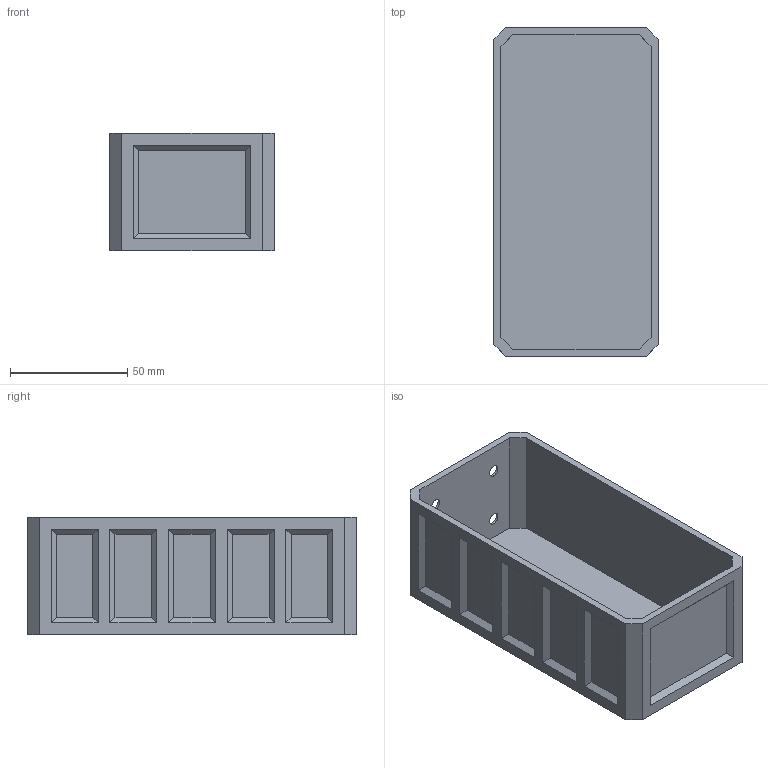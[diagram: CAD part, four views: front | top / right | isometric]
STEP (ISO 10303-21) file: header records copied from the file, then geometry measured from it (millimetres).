
FILE_DESCRIPTION(('STEP AP242'), '1');
FILE_NAME('Äåòàëü Êîðîáêà 3ìì êîíàâêè ñêðóãëåííûå v3', '', ('UNSPECIFIED'), ('UNSPECIFIED'), 'C3D Converter', 'C3D Toolkit', '');
FILE_SCHEMA(('AP242_MANAGED_MODEL_BASED_3D_ENGINEERING_MIM_LF { 1 0 10303 442 1 1 4 }'));
Length unit declared in the file: millimetre
Bounding box: 70 x 140 x 50 mm (x, y, z)
Volume: 64243.9 mm3; surface area: 59193 mm2
Topology: 1 solids, 1 shells, 83 faces, 204 edges, 136 vertices
Faces by surface type: plane 79, cylinder 4
Full cylindrical faces by diameter (mm): 5 x4
Entity records: 3106 total; most frequent: CARTESIAN_POINT 420, ORIENTED_EDGE 400, DIRECTION 376, EDGE_CURVE 200, LINE 192, VECTOR 192, VERTEX_POINT 136, EDGE_LOOP 108
